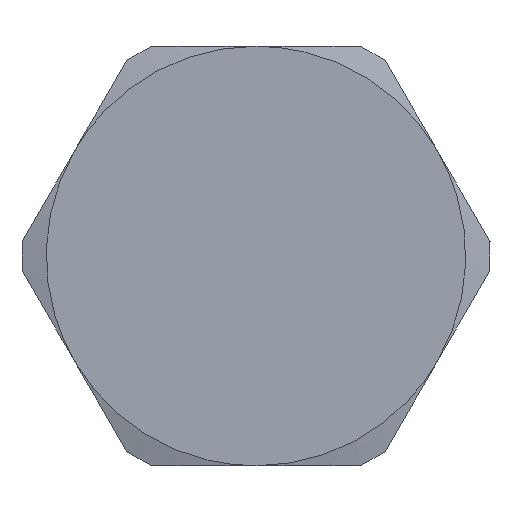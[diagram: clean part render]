
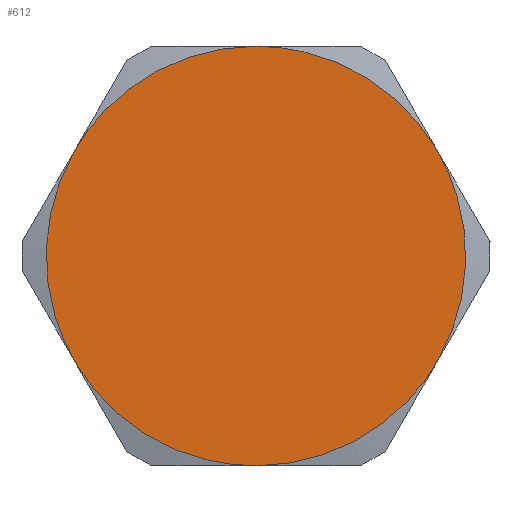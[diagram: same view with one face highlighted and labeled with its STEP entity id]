
A CAD part, front view. The second image highlights one B-rep face of the part: STEP entity #612.
In plain terms, the highlighted free-form (B-spline) face has degree [1, 1] with [2, 2] control points.
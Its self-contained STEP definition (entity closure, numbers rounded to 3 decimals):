
#18 = EDGE_CURVE ( 'NONE', #536, #1121, #1030, .T. ) ;
#32 = CARTESIAN_POINT ( 'NONE',  ( 0., 0., -8.5 ) ) ;
#44 = CARTESIAN_POINT ( 'NONE',  ( -8.5, 0., -0.743 ) ) ;
#68 = CARTESIAN_POINT ( 'NONE',  ( 0.743, 0., -8.5 ) ) ;
#79 = CARTESIAN_POINT ( 'NONE',  ( 3.607, 0., 7.733 ) ) ;
#86 = CARTESIAN_POINT ( 'NONE',  ( 7.361, 0., -4.25 ) ) ;
#88 = VERTEX_POINT ( 'NONE', #435 ) ;
#133 = ORIENTED_EDGE ( 'NONE', *, *, #1005, .T. ) ;
#136 = VERTEX_POINT ( 'NONE', #445 ) ;
#177 = CARTESIAN_POINT ( 'NONE',  ( 0., 0., 8.5 ) ) ;
#262 = EDGE_CURVE ( 'NONE', #1121, #331, #700, .T. ) ;
#266 = CARTESIAN_POINT ( 'NONE',  ( -7.361, 0., 4.25 ) ) ;
#283 = EDGE_LOOP ( 'NONE', ( #1180, #133, #1420, #1183, #1277, #806 ) ) ;
#285 = CARTESIAN_POINT ( 'NONE',  ( 7.733, 0., 3.607 ) ) ;
#294 = CARTESIAN_POINT ( 'NONE',  ( -8.5, 0., 0.743 ) ) ;
#299 = CARTESIAN_POINT ( 'NONE',  ( -8.602, 0., -8.602 ) ) ;
#301 = CARTESIAN_POINT ( 'NONE',  ( 6.99, 0., 4.893 ) ) ;
#309 = CARTESIAN_POINT ( 'NONE',  ( 7.361, 0., -4.25 ) ) ;
#331 = VERTEX_POINT ( 'NONE', #968 ) ;
#332 = CARTESIAN_POINT ( 'NONE',  ( -4.893, 0., 6.99 ) ) ;
#342 = EDGE_CURVE ( 'NONE', #331, #136, #873, .T. ) ;
#370 = CARTESIAN_POINT ( 'NONE',  ( -7.361, 0., -4.25 ) ) ;
#374 = CARTESIAN_POINT ( 'NONE',  ( -0.743, 0., 8.5 ) ) ;
#380 = B_SPLINE_CURVE_WITH_KNOTS ( 'NONE', 3,
 ( #370, #599, #404, #1101, #749, #1340, #532, #1466, #1472, #755 ),
 .UNSPECIFIED., .F., .F.,
 ( 4, 2, 2, 2, 4 ),
 ( 0., 0.262, 0.524, 0.785, 1.047 ),
 .UNSPECIFIED. ) ;
#389 = CARTESIAN_POINT ( 'NONE',  ( 8.403, 0., 1.482 ) ) ;
#404 = CARTESIAN_POINT ( 'NONE',  ( -6.536, 0., -5.485 ) ) ;
#409 = CARTESIAN_POINT ( 'NONE',  ( 5.485, 0., 6.536 ) ) ;
#416 = CARTESIAN_POINT ( 'NONE',  ( 4.893, 0., -6.99 ) ) ;
#423 = CARTESIAN_POINT ( 'NONE',  ( -7.361, 0., 4.25 ) ) ;
#435 = CARTESIAN_POINT ( 'NONE',  ( -7.361, 0., -4.25 ) ) ;
#445 = CARTESIAN_POINT ( 'NONE',  ( 0., 0., 8.5 ) ) ;
#517 = CARTESIAN_POINT ( 'NONE',  ( 3.607, 0., -7.733 ) ) ;
#532 = CARTESIAN_POINT ( 'NONE',  ( -2.917, 0., -8.018 ) ) ;
#533 = CARTESIAN_POINT ( 'NONE',  ( 7.361, 0., 4.25 ) ) ;
#536 = VERTEX_POINT ( 'NONE', #32 ) ;
#599 = CARTESIAN_POINT ( 'NONE',  ( -6.99, 0., -4.893 ) ) ;
#601 = CARTESIAN_POINT ( 'NONE',  ( -8.403, 0., 1.482 ) ) ;
#612 = ADVANCED_FACE ( 'NONE', ( #802 ), #1480, .T. ) ;
#617 = B_SPLINE_CURVE_WITH_KNOTS ( 'NONE', 3,
 ( #1066, #374, #746, #801, #1290, #332, #967, #1346, #1381, #423 ),
 .UNSPECIFIED., .F., .F.,
 ( 4, 2, 2, 2, 4 ),
 ( 0., 0.262, 0.524, 0.785, 1.047 ),
 .UNSPECIFIED. ) ;
#626 = CARTESIAN_POINT ( 'NONE',  ( -8.602, 0., 8.602 ) ) ;
#629 = CARTESIAN_POINT ( 'NONE',  ( -8.018, 0., 2.917 ) ) ;
#646 = CARTESIAN_POINT ( 'NONE',  ( 1.482, 0., 8.403 ) ) ;
#700 = B_SPLINE_CURVE_WITH_KNOTS ( 'NONE', 3,
 ( #1307, #1203, #1335, #975, #1444, #1439, #389, #1454, #285, #1206 ),
 .UNSPECIFIED., .F., .F.,
 ( 4, 2, 2, 2, 4 ),
 ( 0., 0.262, 0.524, 0.785, 1.047 ),
 .UNSPECIFIED. ) ;
#710 = EDGE_CURVE ( 'NONE', #1293, #88, #1339, .T. ) ;
#743 = CARTESIAN_POINT ( 'NONE',  ( 8.602, 0., 8.602 ) ) ;
#746 = CARTESIAN_POINT ( 'NONE',  ( -1.482, 0., 8.403 ) ) ;
#749 = CARTESIAN_POINT ( 'NONE',  ( -4.893, 0., -6.99 ) ) ;
#755 = CARTESIAN_POINT ( 'NONE',  ( 0., 0., -8.5 ) ) ;
#801 = CARTESIAN_POINT ( 'NONE',  ( -2.917, 0., 8.018 ) ) ;
#802 = FACE_OUTER_BOUND ( 'NONE', #283, .T. ) ;
#806 = ORIENTED_EDGE ( 'NONE', *, *, #1322, .T. ) ;
#840 = CARTESIAN_POINT ( 'NONE',  ( -8.018, 0., -2.917 ) ) ;
#873 = B_SPLINE_CURVE_WITH_KNOTS ( 'NONE', 3,
 ( #533, #301, #1486, #409, #1128, #79, #1478, #646, #1356, #177 ),
 .UNSPECIFIED., .F., .F.,
 ( 4, 2, 2, 2, 4 ),
 ( 0., 0.262, 0.524, 0.785, 1.047 ),
 .UNSPECIFIED. ) ;
#874 = CARTESIAN_POINT ( 'NONE',  ( 8.602, 0., -8.602 ) ) ;
#891 = CARTESIAN_POINT ( 'NONE',  ( 5.485, 0., -6.536 ) ) ;
#945 = CARTESIAN_POINT ( 'NONE',  ( -7.361, 0., -4.25 ) ) ;
#967 = CARTESIAN_POINT ( 'NONE',  ( -5.485, 0., 6.536 ) ) ;
#968 = CARTESIAN_POINT ( 'NONE',  ( 7.361, 0., 4.25 ) ) ;
#975 = CARTESIAN_POINT ( 'NONE',  ( 8.403, 0., -1.482 ) ) ;
#1005 = EDGE_CURVE ( 'NONE', #88, #536, #380, .T. ) ;
#1030 = B_SPLINE_CURVE_WITH_KNOTS ( 'NONE', 3,
 ( #1448, #68, #1475, #1463, #517, #416, #891, #1338, #1358, #309 ),
 .UNSPECIFIED., .F., .F.,
 ( 4, 2, 2, 2, 4 ),
 ( 0., 0.262, 0.524, 0.785, 1.047 ),
 .UNSPECIFIED. ) ;
#1066 = CARTESIAN_POINT ( 'NONE',  ( 0., 0., 8.5 ) ) ;
#1095 = CARTESIAN_POINT ( 'NONE',  ( -7.733, 0., 3.607 ) ) ;
#1101 = CARTESIAN_POINT ( 'NONE',  ( -5.485, 0., -6.536 ) ) ;
#1121 = VERTEX_POINT ( 'NONE', #86 ) ;
#1128 = CARTESIAN_POINT ( 'NONE',  ( 4.893, 0., 6.99 ) ) ;
#1166 = CARTESIAN_POINT ( 'NONE',  ( -7.361, 0., 4.25 ) ) ;
#1180 = ORIENTED_EDGE ( 'NONE', *, *, #710, .T. ) ;
#1183 = ORIENTED_EDGE ( 'NONE', *, *, #262, .T. ) ;
#1203 = CARTESIAN_POINT ( 'NONE',  ( 7.733, 0., -3.607 ) ) ;
#1206 = CARTESIAN_POINT ( 'NONE',  ( 7.361, 0., 4.25 ) ) ;
#1277 = ORIENTED_EDGE ( 'NONE', *, *, #342, .T. ) ;
#1290 = CARTESIAN_POINT ( 'NONE',  ( -3.607, 0., 7.733 ) ) ;
#1293 = VERTEX_POINT ( 'NONE', #1166 ) ;
#1307 = CARTESIAN_POINT ( 'NONE',  ( 7.361, 0., -4.25 ) ) ;
#1322 = EDGE_CURVE ( 'NONE', #136, #1293, #617, .T. ) ;
#1331 = CARTESIAN_POINT ( 'NONE',  ( -7.733, 0., -3.607 ) ) ;
#1335 = CARTESIAN_POINT ( 'NONE',  ( 8.018, 0., -2.917 ) ) ;
#1338 = CARTESIAN_POINT ( 'NONE',  ( 6.536, 0., -5.485 ) ) ;
#1339 = B_SPLINE_CURVE_WITH_KNOTS ( 'NONE', 3,
 ( #266, #1095, #629, #601, #294, #44, #1422, #840, #1331, #945 ),
 .UNSPECIFIED., .F., .F.,
 ( 4, 2, 2, 2, 4 ),
 ( 0., 0.262, 0.524, 0.785, 1.047 ),
 .UNSPECIFIED. ) ;
#1340 = CARTESIAN_POINT ( 'NONE',  ( -3.607, 0., -7.733 ) ) ;
#1346 = CARTESIAN_POINT ( 'NONE',  ( -6.536, 0., 5.485 ) ) ;
#1356 = CARTESIAN_POINT ( 'NONE',  ( 0.743, 0., 8.5 ) ) ;
#1358 = CARTESIAN_POINT ( 'NONE',  ( 6.99, 0., -4.893 ) ) ;
#1381 = CARTESIAN_POINT ( 'NONE',  ( -6.99, 0., 4.893 ) ) ;
#1420 = ORIENTED_EDGE ( 'NONE', *, *, #18, .T. ) ;
#1422 = CARTESIAN_POINT ( 'NONE',  ( -8.403, 0., -1.482 ) ) ;
#1439 = CARTESIAN_POINT ( 'NONE',  ( 8.5, 0., 0.743 ) ) ;
#1444 = CARTESIAN_POINT ( 'NONE',  ( 8.5, 0., -0.743 ) ) ;
#1448 = CARTESIAN_POINT ( 'NONE',  ( 0., 0., -8.5 ) ) ;
#1454 = CARTESIAN_POINT ( 'NONE',  ( 8.018, 0., 2.917 ) ) ;
#1463 = CARTESIAN_POINT ( 'NONE',  ( 2.917, 0., -8.018 ) ) ;
#1466 = CARTESIAN_POINT ( 'NONE',  ( -1.482, 0., -8.403 ) ) ;
#1472 = CARTESIAN_POINT ( 'NONE',  ( -0.743, 0., -8.5 ) ) ;
#1475 = CARTESIAN_POINT ( 'NONE',  ( 1.482, 0., -8.403 ) ) ;
#1478 = CARTESIAN_POINT ( 'NONE',  ( 2.917, 0., 8.018 ) ) ;
#1480 = B_SPLINE_SURFACE_WITH_KNOTS ( 'NONE', 1, 1, ( 
 ( #626, #743 ),
 ( #299, #874 ) ),
 .UNSPECIFIED., .F., .F., .F.,
 ( 2, 2 ),
 ( 2, 2 ),
 ( 0., 1. ),
 ( 0., 1. ),
 .UNSPECIFIED. ) ;
#1486 = CARTESIAN_POINT ( 'NONE',  ( 6.536, 0., 5.485 ) ) ;
